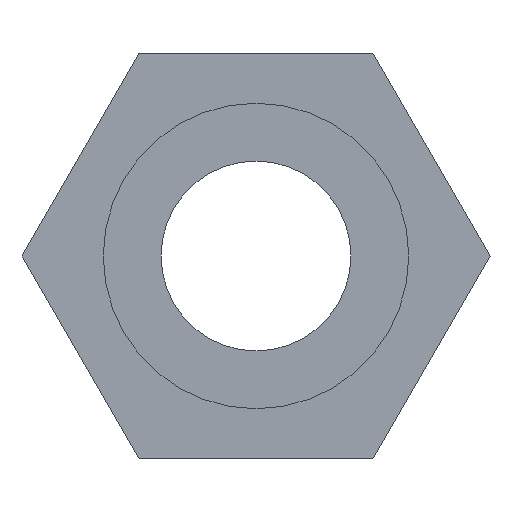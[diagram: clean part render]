
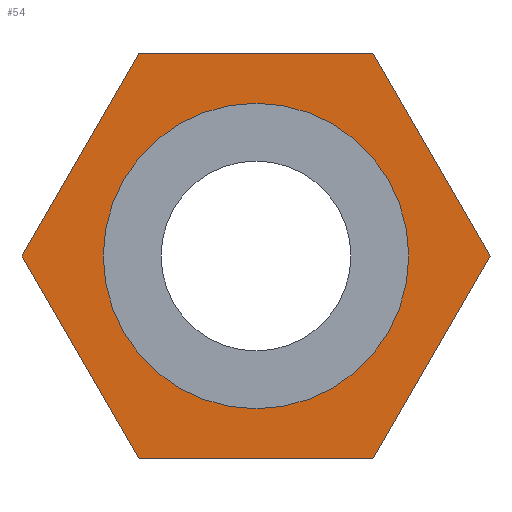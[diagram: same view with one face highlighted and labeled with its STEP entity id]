
A CAD part, front view. The second image highlights one B-rep face of the part: STEP entity #54.
In plain terms, the highlighted planar face has unit normal (0, -1, 0).
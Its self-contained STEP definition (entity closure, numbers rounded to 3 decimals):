
#54 = ADVANCED_FACE( '', ( #111, #112 ), #113, .T. );
#111 = FACE_BOUND( '', #168, .T. );
#112 = FACE_OUTER_BOUND( '', #169, .T. );
#113 = PLANE( '', #170 );
#168 = EDGE_LOOP( '', ( #252 ) );
#169 = EDGE_LOOP( '', ( #253, #254, #255, #256, #257, #258 ) );
#170 = AXIS2_PLACEMENT_3D( '', #259, #260, #261 );
#252 = ORIENTED_EDGE( '', *, *, #325, .F. );
#253 = ORIENTED_EDGE( '', *, *, #322, .T. );
#254 = ORIENTED_EDGE( '', *, *, #319, .T. );
#255 = ORIENTED_EDGE( '', *, *, #326, .T. );
#256 = ORIENTED_EDGE( '', *, *, #327, .T. );
#257 = ORIENTED_EDGE( '', *, *, #315, .T. );
#258 = ORIENTED_EDGE( '', *, *, #312, .T. );
#259 = CARTESIAN_POINT( '', ( 0., -20., 0. ) );
#260 = DIRECTION( '', ( 0., -1., 0. ) );
#261 = DIRECTION( '', ( 0., 0., -1. ) );
#312 = EDGE_CURVE( '', #363, #361, #364, .T. );
#315 = EDGE_CURVE( '', #367, #363, #368, .T. );
#319 = EDGE_CURVE( '', #373, #371, #374, .T. );
#322 = EDGE_CURVE( '', #361, #373, #377, .T. );
#325 = EDGE_CURVE( '', #380, #380, #381, .T. );
#326 = EDGE_CURVE( '', #371, #382, #383, .T. );
#327 = EDGE_CURVE( '', #382, #367, #384, .T. );
#361 = VERTEX_POINT( '', #425 );
#363 = VERTEX_POINT( '', #428 );
#364 = LINE( '', #429, #430 );
#367 = VERTEX_POINT( '', #434 );
#368 = LINE( '', #435, #436 );
#371 = VERTEX_POINT( '', #440 );
#373 = VERTEX_POINT( '', #443 );
#374 = LINE( '', #444, #445 );
#377 = LINE( '', #449, #450 );
#380 = VERTEX_POINT( '', #453 );
#381 = CIRCLE( '', #454, 12.059 );
#382 = VERTEX_POINT( '', #455 );
#383 = LINE( '', #456, #457 );
#384 = LINE( '', #458, #459 );
#425 = CARTESIAN_POINT( '', ( -18.475, -20., 0. ) );
#428 = CARTESIAN_POINT( '', ( -9.238, -20., 16. ) );
#429 = CARTESIAN_POINT( '', ( -10.104, -20., 14.5 ) );
#430 = VECTOR( '', #491, 1000. );
#434 = CARTESIAN_POINT( '', ( 9.238, -20., 16. ) );
#435 = CARTESIAN_POINT( '', ( 7.506, -20., 16. ) );
#436 = VECTOR( '', #493, 1000. );
#440 = CARTESIAN_POINT( '', ( 9.238, -20., -16. ) );
#443 = CARTESIAN_POINT( '', ( -9.238, -20., -16. ) );
#444 = CARTESIAN_POINT( '', ( -7.506, -20., -16. ) );
#445 = VECTOR( '', #496, 1000. );
#449 = CARTESIAN_POINT( '', ( -17.609, -20., -1.5 ) );
#450 = VECTOR( '', #498, 1000. );
#453 = CARTESIAN_POINT( '', ( 0., -20., -12.059 ) );
#454 = AXIS2_PLACEMENT_3D( '', #499, #500, #501 );
#455 = CARTESIAN_POINT( '', ( 18.475, -20., 0. ) );
#456 = CARTESIAN_POINT( '', ( 10.104, -20., -14.5 ) );
#457 = VECTOR( '', #502, 1000. );
#458 = CARTESIAN_POINT( '', ( 17.609, -20., 1.5 ) );
#459 = VECTOR( '', #503, 1000. );
#491 = DIRECTION( '', ( -0.5, 0., -0.866 ) );
#493 = DIRECTION( '', ( -1., 0., 0. ) );
#496 = DIRECTION( '', ( 1., 0., 0. ) );
#498 = DIRECTION( '', ( 0.5, 0., -0.866 ) );
#499 = CARTESIAN_POINT( '', ( 0., -20., 0. ) );
#500 = DIRECTION( '', ( 0., -1., 0. ) );
#501 = DIRECTION( '', ( 0., 0., -1. ) );
#502 = DIRECTION( '', ( 0.5, 0., 0.866 ) );
#503 = DIRECTION( '', ( -0.5, 0., 0.866 ) );
